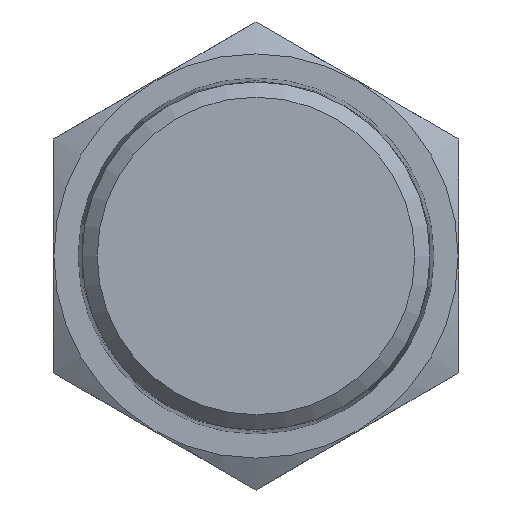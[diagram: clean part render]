
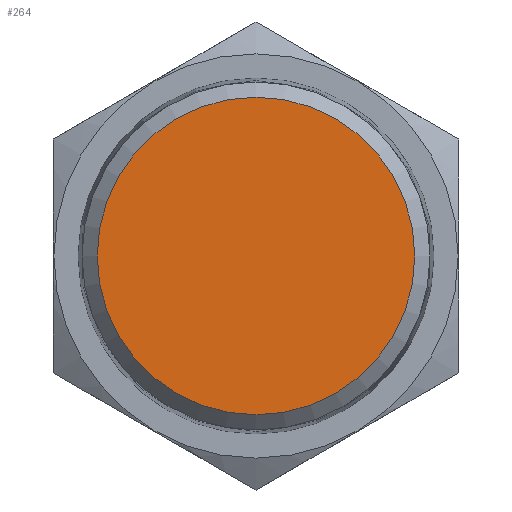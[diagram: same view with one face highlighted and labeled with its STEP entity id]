
A CAD part, front view. The second image highlights one B-rep face of the part: STEP entity #264.
In plain terms, the highlighted planar face has unit normal (0, -1, 0).
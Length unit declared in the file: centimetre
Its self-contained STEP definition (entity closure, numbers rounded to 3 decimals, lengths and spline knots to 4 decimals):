
#39=PLANE('',#294);
#79=FACE_OUTER_BOUND('',#107,.T.);
#107=EDGE_LOOP('',(#223));
#109=CIRCLE('',#269,2.155);
#119=VERTEX_POINT('',#363);
#141=EDGE_CURVE('',#119,#119,#109,.T.);
#223=ORIENTED_EDGE('',*,*,#141,.F.);
#264=ADVANCED_FACE('',(#79),#39,.F.);
#269=AXIS2_PLACEMENT_3D('',#364,#301,#302);
#294=AXIS2_PLACEMENT_3D('',#451,#357,#358);
#301=DIRECTION('center_axis',(0.,1.,0.));
#302=DIRECTION('ref_axis',(0.,0.,1.));
#357=DIRECTION('center_axis',(0.,1.,0.));
#358=DIRECTION('ref_axis',(-0.961,0.,0.276));
#363=CARTESIAN_POINT('',(0.,0.,-2.155));
#364=CARTESIAN_POINT('Origin',(0.,0.,0.));
#451=CARTESIAN_POINT('Origin',(0.,0.,0.));
